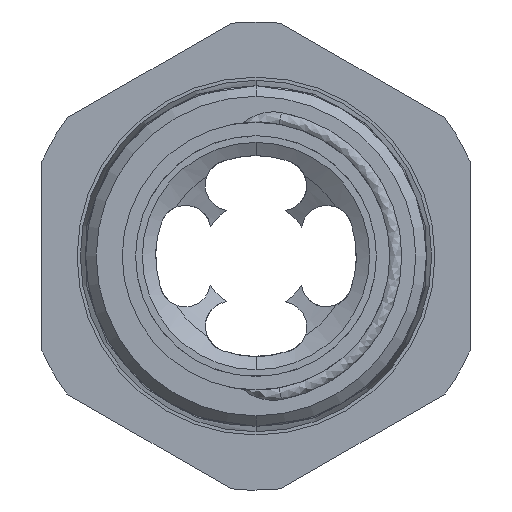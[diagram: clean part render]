
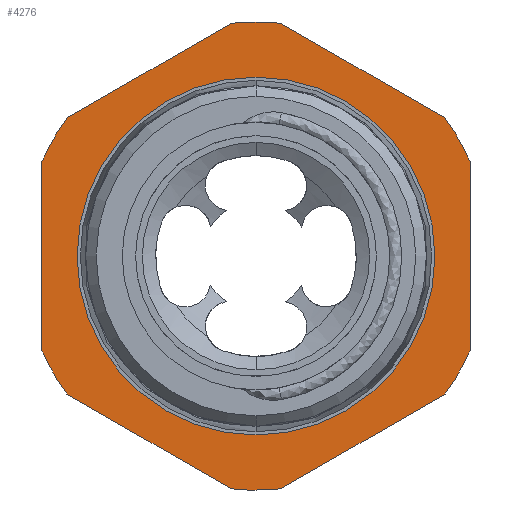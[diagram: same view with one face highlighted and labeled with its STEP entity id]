
A CAD part, front view. The second image highlights one B-rep face of the part: STEP entity #4276.
In plain terms, the highlighted planar face has unit normal (0, -1, 0).
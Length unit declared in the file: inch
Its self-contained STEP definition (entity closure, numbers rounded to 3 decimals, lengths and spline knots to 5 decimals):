
#7 = VERTEX_POINT ( 'NONE', #1321 ) ;
#31 = EDGE_CURVE ( 'NONE', #3813, #431, #3084, .T. ) ;
#58 = VECTOR ( 'NONE', #1007, 39.37008 ) ;
#67 = PLANE ( 'NONE',  #6808 ) ;
#149 = AXIS2_PLACEMENT_3D ( 'NONE', #3364, #3989, #5629 ) ;
#261 = FACE_OUTER_BOUND ( 'NONE', #6438, .T. ) ;
#366 = DIRECTION ( 'NONE',  ( 0.866, 0., 0.5 ) ) ;
#372 = DIRECTION ( 'NONE',  ( 0., 0., 1. ) ) ;
#405 = CARTESIAN_POINT ( 'NONE',  ( 0., 0.7874, 0. ) ) ;
#431 = VERTEX_POINT ( 'NONE', #1278 ) ;
#497 = LINE ( 'NONE', #6655, #6326 ) ;
#615 = VERTEX_POINT ( 'NONE', #1773 ) ;
#796 = CARTESIAN_POINT ( 'NONE',  ( 0.55665, 0.7874, -0.40599 ) ) ;
#804 = CARTESIAN_POINT ( 'NONE',  ( 0., 0.7874, 0. ) ) ;
#901 = DIRECTION ( 'NONE',  ( 0.866, 0., -0.5 ) ) ;
#1007 = DIRECTION ( 'NONE',  ( 0., 0., 1. ) ) ;
#1130 = VERTEX_POINT ( 'NONE', #2734 ) ;
#1158 = EDGE_CURVE ( 'NONE', #6373, #1928, #3392, .T. ) ;
#1178 = EDGE_CURVE ( 'NONE', #2346, #3591, #497, .T. ) ;
#1179 = VECTOR ( 'NONE', #901, 39.37008 ) ;
#1183 = VERTEX_POINT ( 'NONE', #4527 ) ;
#1267 = AXIS2_PLACEMENT_3D ( 'NONE', #4034, #4133, #2964 ) ;
#1278 = CARTESIAN_POINT ( 'NONE',  ( 0.07327, 0.7874, -0.68507 ) ) ;
#1321 = CARTESIAN_POINT ( 'NONE',  ( -0.07327, 0.7874, -0.68507 ) ) ;
#1363 = ORIENTED_EDGE ( 'NONE', *, *, #4044, .F. ) ;
#1398 = DIRECTION ( 'NONE',  ( 0., -1., 0. ) ) ;
#1543 = ORIENTED_EDGE ( 'NONE', *, *, #2201, .F. ) ;
#1551 = AXIS2_PLACEMENT_3D ( 'NONE', #4788, #1398, #5927 ) ;
#1596 = DIRECTION ( 'NONE',  ( -0.866, 0., 0.5 ) ) ;
#1643 = AXIS2_PLACEMENT_3D ( 'NONE', #5900, #7094, #3097 ) ;
#1773 = CARTESIAN_POINT ( 'NONE',  ( -0.55665, 0.7874, -0.40599 ) ) ;
#1797 = CIRCLE ( 'NONE', #3049, 0.68898 ) ;
#1815 = ORIENTED_EDGE ( 'NONE', *, *, #6536, .F. ) ;
#1928 = VERTEX_POINT ( 'NONE', #6988 ) ;
#1966 = DIRECTION ( 'NONE',  ( 0., 0., 1. ) ) ;
#1978 = VECTOR ( 'NONE', #1596, 39.37008 ) ;
#2025 = AXIS2_PLACEMENT_3D ( 'NONE', #3741, #5384, #372 ) ;
#2201 = EDGE_CURVE ( 'NONE', #7, #615, #2240, .T. ) ;
#2240 = LINE ( 'NONE', #4984, #1978 ) ;
#2346 = VERTEX_POINT ( 'NONE', #6335 ) ;
#2351 = CARTESIAN_POINT ( 'NONE',  ( -0.07327, 0.7874, 0.68507 ) ) ;
#2445 = CIRCLE ( 'NONE', #2447, 0.68898 ) ;
#2447 = AXIS2_PLACEMENT_3D ( 'NONE', #804, #7044, #1966 ) ;
#2491 = DIRECTION ( 'NONE',  ( 0., 0., 1. ) ) ;
#2498 = VERTEX_POINT ( 'NONE', #5631 ) ;
#2642 = EDGE_CURVE ( 'NONE', #2498, #2346, #2939, .T. ) ;
#2645 = CARTESIAN_POINT ( 'NONE',  ( -0.55665, 0.7874, 0.40599 ) ) ;
#2658 = DIRECTION ( 'NONE',  ( 0., 1., 0. ) ) ;
#2733 = DIRECTION ( 'NONE',  ( 0., 0., 1. ) ) ;
#2734 = CARTESIAN_POINT ( 'NONE',  ( 0.07327, 0.7874, 0.68507 ) ) ;
#2735 = EDGE_CURVE ( 'NONE', #3390, #1183, #3913, .T. ) ;
#2875 = EDGE_CURVE ( 'NONE', #6822, #6673, #1797, .T. ) ;
#2918 = ORIENTED_EDGE ( 'NONE', *, *, #5294, .F. ) ;
#2939 = CIRCLE ( 'NONE', #5856, 0.68898 ) ;
#2964 = DIRECTION ( 'NONE',  ( 0., 0., 1. ) ) ;
#3006 = EDGE_CURVE ( 'NONE', #1130, #2498, #4988, .T. ) ;
#3049 = AXIS2_PLACEMENT_3D ( 'NONE', #3802, #2658, #3276 ) ;
#3073 = FACE_BOUND ( 'NONE', #6999, .T. ) ;
#3084 = LINE ( 'NONE', #796, #6542 ) ;
#3097 = DIRECTION ( 'NONE',  ( 0., 0., 1. ) ) ;
#3157 = CARTESIAN_POINT ( 'NONE',  ( 0., 0.7874, 0.52657 ) ) ;
#3173 = CARTESIAN_POINT ( 'NONE',  ( -0.55665, 0.7874, 0.40599 ) ) ;
#3241 = CIRCLE ( 'NONE', #149, 0.68898 ) ;
#3276 = DIRECTION ( 'NONE',  ( 0., 0., 1. ) ) ;
#3364 = CARTESIAN_POINT ( 'NONE',  ( 0., 0.7874, 0. ) ) ;
#3390 = VERTEX_POINT ( 'NONE', #3157 ) ;
#3392 = LINE ( 'NONE', #7268, #58 ) ;
#3514 = LINE ( 'NONE', #2645, #3877 ) ;
#3589 = CIRCLE ( 'NONE', #1267, 0.68898 ) ;
#3591 = VERTEX_POINT ( 'NONE', #5635 ) ;
#3660 = ORIENTED_EDGE ( 'NONE', *, *, #5798, .F. ) ;
#3662 = CARTESIAN_POINT ( 'NONE',  ( 0., 0.7874, 0. ) ) ;
#3741 = CARTESIAN_POINT ( 'NONE',  ( 0., 0.7874, 0. ) ) ;
#3802 = CARTESIAN_POINT ( 'NONE',  ( 0., 0.7874, 0. ) ) ;
#3804 = DIRECTION ( 'NONE',  ( 0., 0., -1. ) ) ;
#3813 = VERTEX_POINT ( 'NONE', #5876 ) ;
#3827 = EDGE_CURVE ( 'NONE', #1183, #3390, #5561, .T. ) ;
#3849 = ORIENTED_EDGE ( 'NONE', *, *, #4687, .F. ) ;
#3877 = VECTOR ( 'NONE', #366, 39.37008 ) ;
#3913 = CIRCLE ( 'NONE', #1551, 0.52657 ) ;
#3948 = CIRCLE ( 'NONE', #5866, 0.68898 ) ;
#3987 = ORIENTED_EDGE ( 'NONE', *, *, #1158, .F. ) ;
#3989 = DIRECTION ( 'NONE',  ( 0., 1., 0. ) ) ;
#4023 = VERTEX_POINT ( 'NONE', #3173 ) ;
#4034 = CARTESIAN_POINT ( 'NONE',  ( 0., 0.7874, 0. ) ) ;
#4044 = EDGE_CURVE ( 'NONE', #1928, #4023, #4849, .T. ) ;
#4081 = CARTESIAN_POINT ( 'NONE',  ( -0.62992, 0.7874, -0.27908 ) ) ;
#4133 = DIRECTION ( 'NONE',  ( 0., 1., 0. ) ) ;
#4276 = ADVANCED_FACE ( 'NONE', ( #261, #3073 ), #67, .F. ) ;
#4436 = ORIENTED_EDGE ( 'NONE', *, *, #2642, .F. ) ;
#4527 = CARTESIAN_POINT ( 'NONE',  ( 0., 0.7874, -0.52657 ) ) ;
#4687 = EDGE_CURVE ( 'NONE', #615, #6373, #2445, .T. ) ;
#4788 = CARTESIAN_POINT ( 'NONE',  ( 0., 0.7874, 0. ) ) ;
#4849 = CIRCLE ( 'NONE', #2025, 0.68898 ) ;
#4909 = ORIENTED_EDGE ( 'NONE', *, *, #5231, .F. ) ;
#4945 = ORIENTED_EDGE ( 'NONE', *, *, #2875, .F. ) ;
#4984 = CARTESIAN_POINT ( 'NONE',  ( -0.07327, 0.7874, -0.68507 ) ) ;
#4988 = LINE ( 'NONE', #6506, #1179 ) ;
#5231 = EDGE_CURVE ( 'NONE', #431, #7, #3241, .T. ) ;
#5269 = ORIENTED_EDGE ( 'NONE', *, *, #2735, .F. ) ;
#5294 = EDGE_CURVE ( 'NONE', #6673, #1130, #3589, .T. ) ;
#5384 = DIRECTION ( 'NONE',  ( 0., 1., 0. ) ) ;
#5561 = CIRCLE ( 'NONE', #1643, 0.52657 ) ;
#5629 = DIRECTION ( 'NONE',  ( 0., 0., 1. ) ) ;
#5631 = CARTESIAN_POINT ( 'NONE',  ( 0.55665, 0.7874, 0.40599 ) ) ;
#5635 = CARTESIAN_POINT ( 'NONE',  ( 0.62992, 0.7874, -0.27908 ) ) ;
#5732 = ORIENTED_EDGE ( 'NONE', *, *, #3006, .F. ) ;
#5798 = EDGE_CURVE ( 'NONE', #3591, #3813, #3948, .T. ) ;
#5844 = ORIENTED_EDGE ( 'NONE', *, *, #3827, .F. ) ;
#5856 = AXIS2_PLACEMENT_3D ( 'NONE', #3662, #7092, #5946 ) ;
#5866 = AXIS2_PLACEMENT_3D ( 'NONE', #405, #6629, #2733 ) ;
#5876 = CARTESIAN_POINT ( 'NONE',  ( 0.55665, 0.7874, -0.40599 ) ) ;
#5900 = CARTESIAN_POINT ( 'NONE',  ( 0., 0.7874, 0. ) ) ;
#5927 = DIRECTION ( 'NONE',  ( 0., 0., 1. ) ) ;
#5946 = DIRECTION ( 'NONE',  ( 0., 0., 1. ) ) ;
#6115 = CARTESIAN_POINT ( 'NONE',  ( 0., 0.7874, 0.68898 ) ) ;
#6310 = CARTESIAN_POINT ( 'NONE',  ( 0.68898, 0.7874, 0. ) ) ;
#6326 = VECTOR ( 'NONE', #3804, 39.37008 ) ;
#6335 = CARTESIAN_POINT ( 'NONE',  ( 0.62992, 0.7874, 0.27908 ) ) ;
#6373 = VERTEX_POINT ( 'NONE', #4081 ) ;
#6438 = EDGE_LOOP ( 'NONE', ( #3987, #3849, #1543, #4909, #6953, #3660, #6467, #4436, #5732, #2918, #4945, #1815, #1363 ) ) ;
#6467 = ORIENTED_EDGE ( 'NONE', *, *, #1178, .F. ) ;
#6506 = CARTESIAN_POINT ( 'NONE',  ( 0.07327, 0.7874, 0.68507 ) ) ;
#6536 = EDGE_CURVE ( 'NONE', #4023, #6822, #3514, .T. ) ;
#6542 = VECTOR ( 'NONE', #7062, 39.37008 ) ;
#6629 = DIRECTION ( 'NONE',  ( 0., 1., 0. ) ) ;
#6655 = CARTESIAN_POINT ( 'NONE',  ( 0.62992, 0.7874, 0. ) ) ;
#6673 = VERTEX_POINT ( 'NONE', #6115 ) ;
#6808 = AXIS2_PLACEMENT_3D ( 'NONE', #6310, #7026, #2491 ) ;
#6822 = VERTEX_POINT ( 'NONE', #2351 ) ;
#6953 = ORIENTED_EDGE ( 'NONE', *, *, #31, .F. ) ;
#6988 = CARTESIAN_POINT ( 'NONE',  ( -0.62992, 0.7874, 0.27908 ) ) ;
#6999 = EDGE_LOOP ( 'NONE', ( #5269, #5844 ) ) ;
#7026 = DIRECTION ( 'NONE',  ( 0., 1., 0. ) ) ;
#7044 = DIRECTION ( 'NONE',  ( 0., 1., 0. ) ) ;
#7062 = DIRECTION ( 'NONE',  ( -0.866, 0., -0.5 ) ) ;
#7092 = DIRECTION ( 'NONE',  ( 0., 1., 0. ) ) ;
#7094 = DIRECTION ( 'NONE',  ( 0., -1., 0. ) ) ;
#7268 = CARTESIAN_POINT ( 'NONE',  ( -0.62992, 0.7874, 0. ) ) ;
